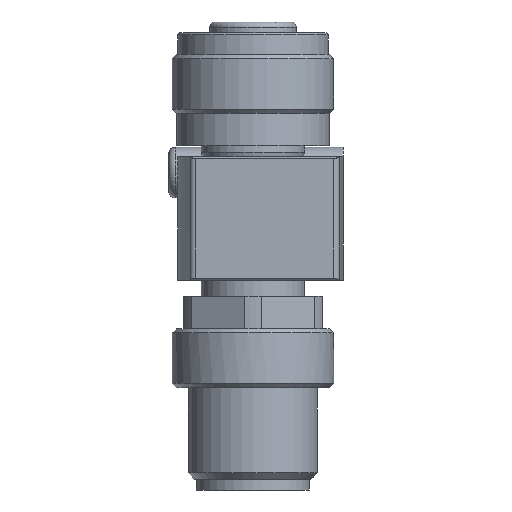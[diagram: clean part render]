
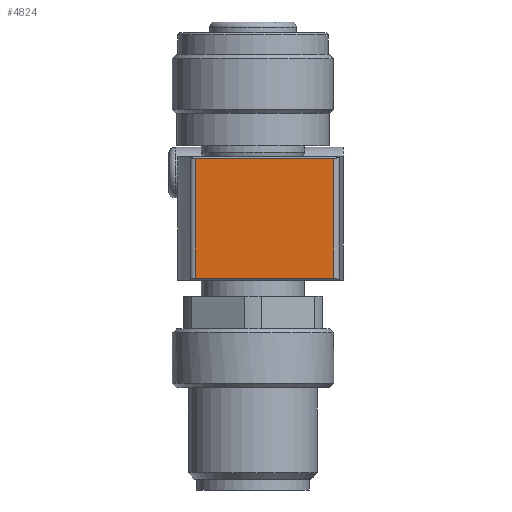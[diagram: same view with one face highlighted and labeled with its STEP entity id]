
A CAD part, left-side view. The second image highlights one B-rep face of the part: STEP entity #4824.
In plain terms, the highlighted face is planar.
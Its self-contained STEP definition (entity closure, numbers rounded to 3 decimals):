
#80=PLANE('',#5089);
#229=LINE('',#6809,#438);
#230=LINE('',#6816,#439);
#231=LINE('',#6818,#440);
#232=LINE('',#6820,#441);
#438=VECTOR('',#5639,1000.);
#439=VECTOR('',#5642,1000.);
#440=VECTOR('',#5643,1000.);
#441=VECTOR('',#5644,1000.);
#722=ORIENTED_EDGE('',*,*,#1584,.T.);
#723=ORIENTED_EDGE('',*,*,#1586,.T.);
#724=ORIENTED_EDGE('',*,*,#1587,.F.);
#725=ORIENTED_EDGE('',*,*,#1588,.T.);
#1584=EDGE_CURVE('',#2008,#2007,#229,.T.);
#1586=EDGE_CURVE('',#2007,#2009,#230,.F.);
#1587=EDGE_CURVE('',#2010,#2009,#231,.T.);
#1588=EDGE_CURVE('',#2010,#2008,#232,.T.);
#2007=VERTEX_POINT('',#6808);
#2008=VERTEX_POINT('',#6810);
#2009=VERTEX_POINT('',#6817);
#2010=VERTEX_POINT('',#6819);
#2494=EDGE_LOOP('',(#722,#723,#724,#725));
#2824=FACE_BOUND('',#2494,.T.);
#4824=ADVANCED_FACE('',(#2824),#80,.F.);
#5089=AXIS2_PLACEMENT_3D('',#6815,#5640,#5641);
#5639=DIRECTION('',(0.,0.,-1.));
#5640=DIRECTION('',(-1.,0.,0.));
#5641=DIRECTION('',(0.,0.,1.));
#5642=DIRECTION('',(0.,-1.,0.));
#5643=DIRECTION('',(0.,0.,-1.));
#5644=DIRECTION('',(0.,-1.,0.));
#6808=CARTESIAN_POINT('',(14.8,-7.514,0.191));
#6809=CARTESIAN_POINT('',(14.8,-7.514,11.5));
#6810=CARTESIAN_POINT('',(14.8,-7.514,11.309));
#6815=CARTESIAN_POINT('',(14.8,-7.514,11.5));
#6816=CARTESIAN_POINT('',(14.8,7.6,0.191));
#6817=CARTESIAN_POINT('',(14.8,5.35,0.191));
#6818=CARTESIAN_POINT('',(14.8,5.35,11.5));
#6819=CARTESIAN_POINT('',(14.8,5.35,11.309));
#6820=CARTESIAN_POINT('',(14.8,7.6,11.309));
